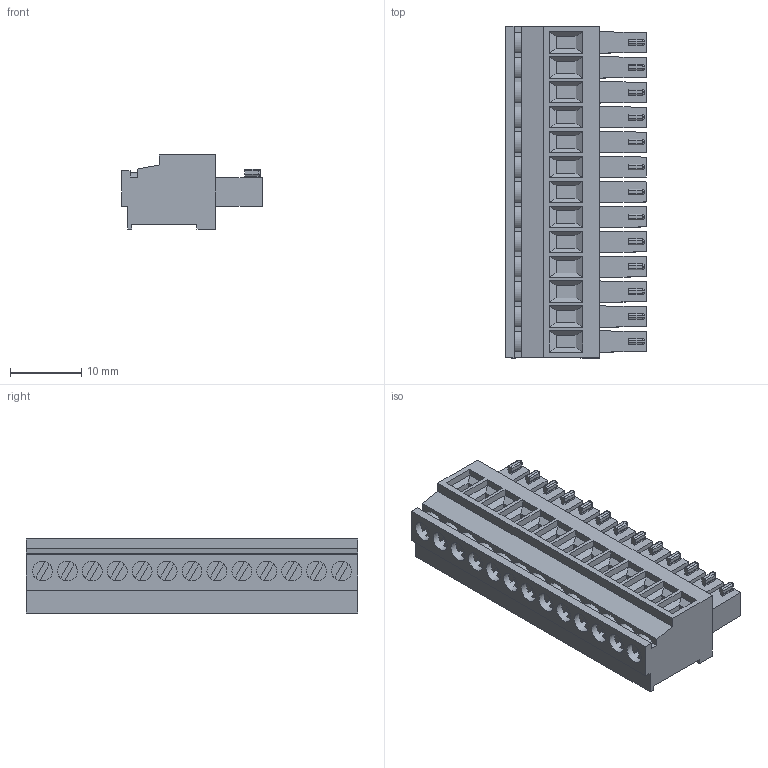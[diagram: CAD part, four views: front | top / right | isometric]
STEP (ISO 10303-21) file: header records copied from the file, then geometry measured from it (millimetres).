
FILE_DESCRIPTION( ( 'STEP AP203' ), '1' );
FILE_NAME( 'SV13-3.5-F.stp', ' ', ( ' ' ), ( ' ' ), 'PSStep 15.0.49', 'VISI 20.0', ' ' );
FILE_SCHEMA( ( 'AUTOMOTIVE_DESIGN { 1 0 10303 214 1 1 1 1 }' ) );
Length unit declared in the file: millimetre
Products named in the file (1): 1
Bounding box: 19.8 x 46.61 x 10.4 mm (x, y, z)
Volume: 5639.8 mm3; surface area: 5071.9 mm2
Topology: 1 solids, 1 shells, 642 faces, 1543 edges, 968 vertices
Faces by surface type: plane 473, cylinder 117, cone 26, bspline 26
Full cylindrical faces by diameter (mm): 1.2 x13, 2.8 x13
Entity records: 23424 total; most frequent: CARTESIAN_POINT 3466, DIRECTION 3063, ORIENTED_EDGE 2956, EDGE_CURVE 1478, LINE 1127, VECTOR 1127, AXIS2_PLACEMENT_3D 968, VERTEX_POINT 955
